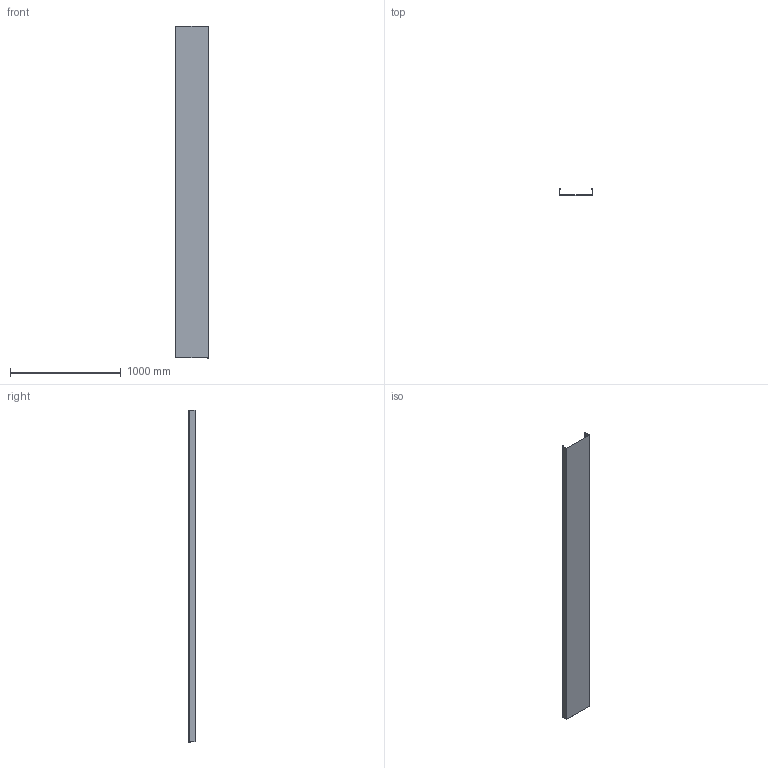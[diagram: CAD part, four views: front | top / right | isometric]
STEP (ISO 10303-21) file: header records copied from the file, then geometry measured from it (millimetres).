
FILE_DESCRIPTION (( 'STEP AP214' ), '1' );
FILE_NAME ('6056040.stp', '2016-11-29T07:30:14', ( '' ), ( '' ), 'SwSTEP 2.0', 'SolidWorks 2016', '' );
FILE_SCHEMA (( 'AUTOMOTIVE_DESIGN' ));
Length unit declared in the file: millimetre
Products named in the file (1): 6056040
Bounding box: 300 x 60 x 3000 mm (x, y, z)
Volume: 1335809.7 mm3; surface area: 2678510 mm2
Topology: 1 solids, 1 shells, 38 faces, 76 edges, 40 vertices
Faces by surface type: plane 30, cylinder 8
Entity records: 974 total; most frequent: DIRECTION 170, CARTESIAN_POINT 155, ORIENTED_EDGE 152, EDGE_CURVE 76, VECTOR 60, LINE 60, AXIS2_PLACEMENT_3D 55, VERTEX_POINT 40
